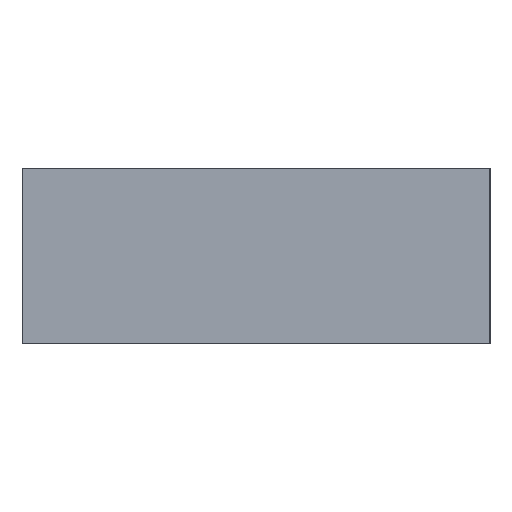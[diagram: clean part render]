
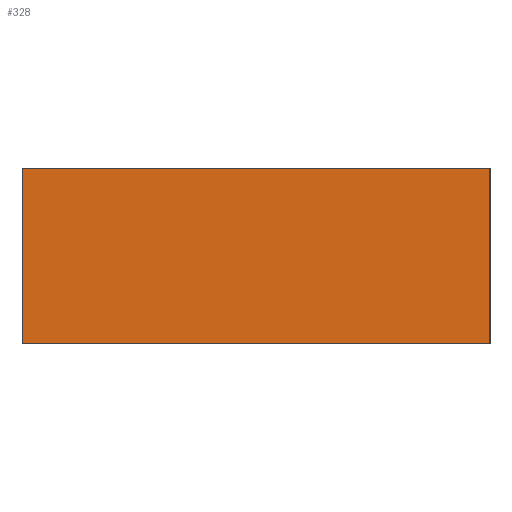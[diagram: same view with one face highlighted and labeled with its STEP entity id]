
A CAD part, left-side view. The second image highlights one B-rep face of the part: STEP entity #328.
In plain terms, the highlighted planar face has unit normal (-1, 0, 0).
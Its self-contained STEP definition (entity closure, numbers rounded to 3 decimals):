
#15=LINE('',#465,#51);
#47=LINE('',#528,#83);
#48=LINE('',#530,#84);
#49=LINE('',#531,#85);
#51=VECTOR('',#388,10.);
#83=VECTOR('',#440,10.);
#84=VECTOR('',#443,10.);
#85=VECTOR('',#444,10.);
#97=PLANE('',#368);
#119=FACE_OUTER_BOUND('',#137,.T.);
#137=EDGE_LOOP('',(#264,#265,#266,#267));
#153=VERTEX_POINT('',#462);
#154=VERTEX_POINT('',#464);
#174=VERTEX_POINT('',#524);
#175=VERTEX_POINT('',#526);
#181=EDGE_CURVE('',#153,#154,#15,.T.);
#213=EDGE_CURVE('',#174,#175,#47,.T.);
#214=EDGE_CURVE('',#153,#174,#48,.T.);
#215=EDGE_CURVE('',#154,#175,#49,.T.);
#264=ORIENTED_EDGE('',*,*,#214,.T.);
#265=ORIENTED_EDGE('',*,*,#213,.T.);
#266=ORIENTED_EDGE('',*,*,#215,.F.);
#267=ORIENTED_EDGE('',*,*,#181,.F.);
#328=ADVANCED_FACE('',(#119),#97,.T.);
#368=AXIS2_PLACEMENT_3D('',#529,#441,#442);
#388=DIRECTION('',(0.,0.,1.));
#440=DIRECTION('',(0.,0.,1.));
#441=DIRECTION('center_axis',(-1.,0.,0.));
#442=DIRECTION('ref_axis',(0.,-1.,0.));
#443=DIRECTION('',(0.,-1.,0.));
#444=DIRECTION('',(0.,-1.,0.));
#462=CARTESIAN_POINT('',(-18.,4.,0.));
#464=CARTESIAN_POINT('',(-18.,4.,3.));
#465=CARTESIAN_POINT('',(-18.,4.,0.));
#524=CARTESIAN_POINT('',(-18.,-4.,0.));
#526=CARTESIAN_POINT('',(-18.,-4.,3.));
#528=CARTESIAN_POINT('',(-18.,-4.,0.));
#529=CARTESIAN_POINT('Origin',(-18.,4.,0.));
#530=CARTESIAN_POINT('',(-18.,4.,0.));
#531=CARTESIAN_POINT('',(-18.,4.,3.));
